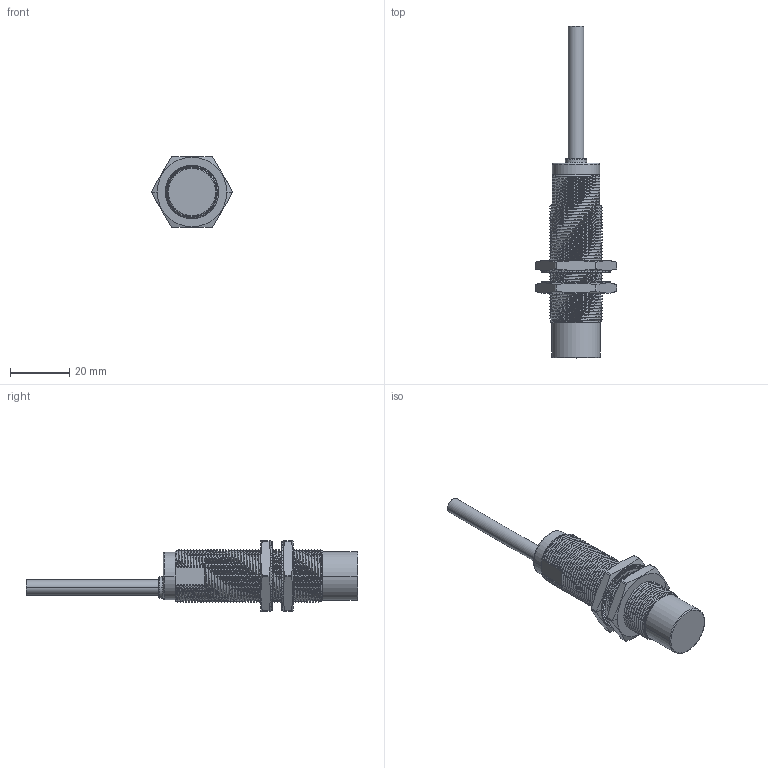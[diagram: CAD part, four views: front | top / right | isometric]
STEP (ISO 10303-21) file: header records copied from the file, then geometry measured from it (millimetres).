
FILE_DESCRIPTION(/* description */ (''),/* implementation_level */ '2;1');
FILE_NAME(/* name */ 'ELCO_Ni12-G18-CD6L.stp',/* time_stamp */ '2025-12-19T11:04:21+08:00',/* author */ (''),/* organization */ (''),/* preprocessor_version */ 'ST-DEVELOPER v16',/* originating_system */ 'SIEMENS PLM Software NX 10.0',/* authorisation */ '');
FILE_SCHEMA (('AUTOMOTIVE_DESIGN { 1 0 10303 214 3 1 1 1 }'));
Length unit declared in the file: millimetre
Products named in the file (1): Admi64A0C12Chsm2
Bounding box: 27.56 x 112.5 x 24 mm (x, y, z)
Volume: 17980 mm3; surface area: 8339 mm2
Topology: 3 solids, 3 shells, 697 faces, 2037 edges, 1348 vertices
Faces by surface type: plane 471, cylinder 133, bspline 70, cone 14, torus 9
Entity records: 41240 total; most frequent: CARTESIAN_POINT 24475, ORIENTED_EDGE 4074, DIRECTION 2630, EDGE_CURVE 2037, VERTEX_POINT 1348, B_SPLINE_CURVE_WITH_KNOTS 1037, AXIS2_PLACEMENT_3D 1002, EDGE_LOOP 703
